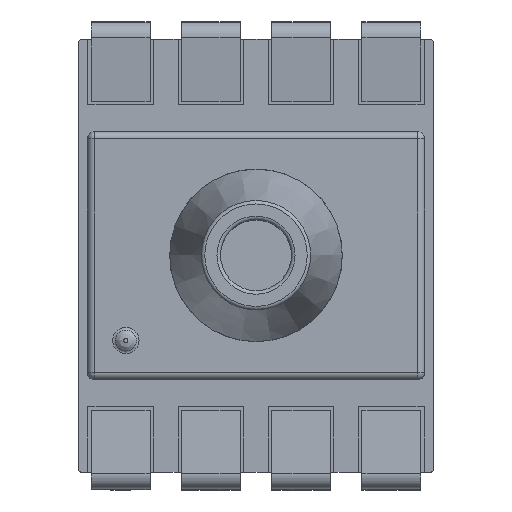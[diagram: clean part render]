
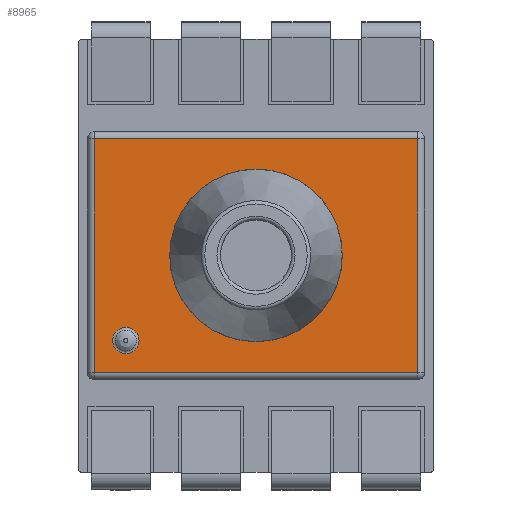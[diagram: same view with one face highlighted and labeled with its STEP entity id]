
A CAD part, top view. The second image highlights one B-rep face of the part: STEP entity #8965.
In plain terms, the highlighted planar face has unit normal (0, 0, 1).
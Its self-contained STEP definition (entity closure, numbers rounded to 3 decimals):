
#155=FACE_BOUND('',#1005,.T.);
#156=FACE_BOUND('',#1006,.T.);
#300=CIRCLE('',#9523,0.371);
#301=CIRCLE('',#9525,2.05);
#531=FACE_OUTER_BOUND('',#1004,.T.);
#1004=EDGE_LOOP('',(#5982,#5983,#5984,#5985));
#1005=EDGE_LOOP('',(#5986));
#1006=EDGE_LOOP('',(#5987));
#1631=LINE('',#14105,#2571);
#1632=LINE('',#14107,#2572);
#1633=LINE('',#14109,#2573);
#1634=LINE('',#14110,#2574);
#2571=VECTOR('',#10547,10.);
#2572=VECTOR('',#10548,10.);
#2573=VECTOR('',#10549,10.);
#2574=VECTOR('',#10550,10.);
#3701=VERTEX_POINT('',#14099);
#3702=VERTEX_POINT('',#14103);
#3703=VERTEX_POINT('',#14104);
#3704=VERTEX_POINT('',#14106);
#3705=VERTEX_POINT('',#14108);
#3706=VERTEX_POINT('',#14111);
#4603=EDGE_CURVE('',#3701,#3701,#300,.T.);
#4604=EDGE_CURVE('',#3702,#3703,#1631,.T.);
#4605=EDGE_CURVE('',#3704,#3702,#1632,.T.);
#4606=EDGE_CURVE('',#3705,#3704,#1633,.T.);
#4607=EDGE_CURVE('',#3703,#3705,#1634,.T.);
#4608=EDGE_CURVE('',#3706,#3706,#301,.T.);
#5982=ORIENTED_EDGE('',*,*,#4604,.F.);
#5983=ORIENTED_EDGE('',*,*,#4605,.F.);
#5984=ORIENTED_EDGE('',*,*,#4606,.F.);
#5985=ORIENTED_EDGE('',*,*,#4607,.F.);
#5986=ORIENTED_EDGE('',*,*,#4608,.F.);
#5987=ORIENTED_EDGE('',*,*,#4603,.F.);
#8245=PLANE('',#9524);
#8965=ADVANCED_FACE('',(#531,#155,#156),#8245,.T.);
#9523=AXIS2_PLACEMENT_3D('',#14101,#10543,#10544);
#9524=AXIS2_PLACEMENT_3D('',#14102,#10545,#10546);
#9525=AXIS2_PLACEMENT_3D('',#14112,#10551,#10552);
#10543=DIRECTION('center_axis',(0.,0.,1.));
#10544=DIRECTION('ref_axis',(-1.,0.,0.));
#10545=DIRECTION('center_axis',(0.,0.,1.));
#10546=DIRECTION('ref_axis',(1.,0.,0.));
#10547=DIRECTION('',(0.,-1.,0.));
#10548=DIRECTION('',(1.,0.,0.));
#10549=DIRECTION('',(0.,1.,0.));
#10550=DIRECTION('',(-1.,0.,0.));
#10551=DIRECTION('center_axis',(0.,0.,1.));
#10552=DIRECTION('ref_axis',(-1.,0.,0.));
#14099=CARTESIAN_POINT('',(-3.295,-2.389,6.68));
#14101=CARTESIAN_POINT('Origin',(-3.666,-2.389,6.68));
#14102=CARTESIAN_POINT('Origin',(0.,0.,6.68));
#14103=CARTESIAN_POINT('',(4.55,3.295,6.68));
#14104=CARTESIAN_POINT('',(4.55,-3.295,6.68));
#14105=CARTESIAN_POINT('',(4.55,-1.748,6.68));
#14106=CARTESIAN_POINT('',(-4.55,3.295,6.68));
#14107=CARTESIAN_POINT('',(2.375,3.295,6.68));
#14108=CARTESIAN_POINT('',(-4.55,-3.295,6.68));
#14109=CARTESIAN_POINT('',(-4.55,1.748,6.68));
#14110=CARTESIAN_POINT('',(-2.375,-3.295,6.68));
#14111=CARTESIAN_POINT('',(2.05,0.,6.68));
#14112=CARTESIAN_POINT('Origin',(0.,0.,6.68));
